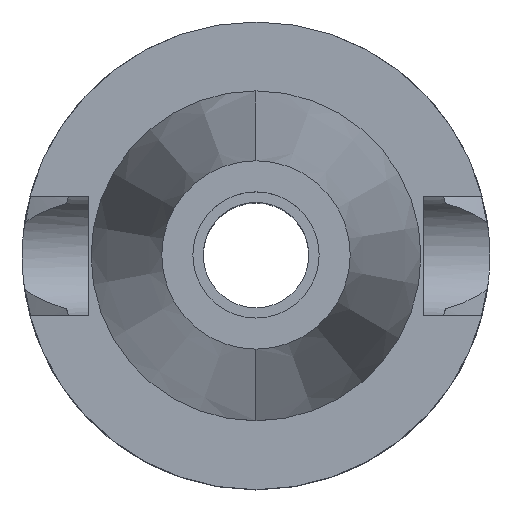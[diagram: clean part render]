
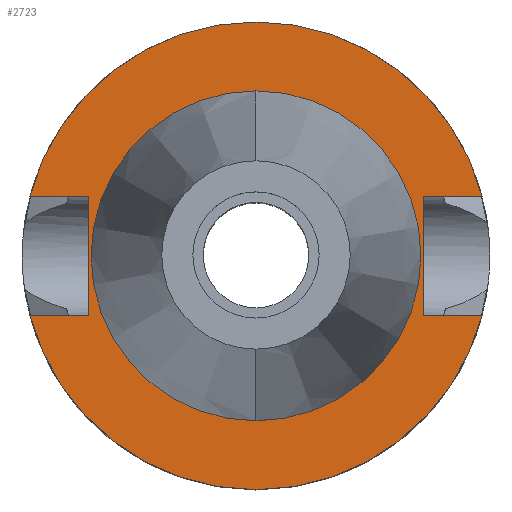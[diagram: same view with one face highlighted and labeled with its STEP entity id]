
A CAD part, top view. The second image highlights one B-rep face of the part: STEP entity #2723.
In plain terms, the highlighted planar face has unit normal (0, 0, 1).
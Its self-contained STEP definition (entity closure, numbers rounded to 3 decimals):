
#94=DIRECTION('',(0.,1.,0.));
#95=VECTOR('',#94,16.1);
#96=CARTESIAN_POINT('',(-22.5,-8.05,-1.));
#97=LINE('',#96,#95);
#101=DIRECTION('',(-1.,0.,0.));
#102=VECTOR('',#101,7.954);
#103=CARTESIAN_POINT('',(-22.5,8.05,-1.));
#104=LINE('',#103,#102);
#108=CARTESIAN_POINT('',(0.,0.,-1.));
#109=DIRECTION('',(0.,0.,-1.));
#110=DIRECTION('',(-0.967,0.256,0.));
#111=AXIS2_PLACEMENT_3D('',#108,#109,#110);
#116=CARTESIAN_POINT('',(0.,0.,-1.));
#117=DIRECTION('',(0.,0.,-1.));
#118=DIRECTION('',(0.,1.,0.));
#119=AXIS2_PLACEMENT_3D('',#116,#117,#118);
#124=DIRECTION('',(0.,-1.,0.));
#125=VECTOR('',#124,16.1);
#126=CARTESIAN_POINT('',(22.5,8.05,-1.));
#127=LINE('',#126,#125);
#131=DIRECTION('',(1.,0.,0.));
#132=VECTOR('',#131,7.954);
#133=CARTESIAN_POINT('',(22.5,-8.05,-1.));
#134=LINE('',#133,#132);
#138=CARTESIAN_POINT('',(0.,0.,-1.));
#139=DIRECTION('',(0.,0.,-1.));
#140=DIRECTION('',(0.967,-0.256,0.));
#141=AXIS2_PLACEMENT_3D('',#138,#139,#140);
#146=CARTESIAN_POINT('',(0.,0.,-1.));
#147=DIRECTION('',(0.,0.,-1.));
#148=DIRECTION('',(0.,-1.,0.));
#149=AXIS2_PLACEMENT_3D('',#146,#147,#148);
#154=CARTESIAN_POINT('',(0.,0.,-1.));
#155=DIRECTION('',(0.,0.,1.));
#156=DIRECTION('',(0.,-1.,0.));
#157=AXIS2_PLACEMENT_3D('',#154,#155,#156);
#162=CARTESIAN_POINT('',(0.,0.,-1.));
#163=DIRECTION('',(0.,0.,1.));
#164=DIRECTION('',(0.,1.,0.));
#165=AXIS2_PLACEMENT_3D('',#162,#163,#164);
#200=DIRECTION('',(-1.,0.,0.));
#201=VECTOR('',#200,7.954);
#202=CARTESIAN_POINT('',(-22.5,-8.05,-1.));
#203=LINE('',#202,#201);
#337=DIRECTION('',(1.,0.,0.));
#338=VECTOR('',#337,7.954);
#339=CARTESIAN_POINT('',(22.5,8.05,-1.));
#340=LINE('',#339,#338);
#2544=CARTESIAN_POINT('',(-22.5,-8.05,-1.));
#2545=VERTEX_POINT('',#2544);
#2546=CARTESIAN_POINT('',(-30.454,-8.05,-1.));
#2547=VERTEX_POINT('',#2546);
#2550=CARTESIAN_POINT('',(-22.5,8.05,-1.));
#2551=VERTEX_POINT('',#2550);
#2552=CARTESIAN_POINT('',(-30.454,8.05,-1.));
#2553=VERTEX_POINT('',#2552);
#2554=CARTESIAN_POINT('',(0.,31.5,-1.));
#2555=CARTESIAN_POINT('',(30.454,8.05,-1.));
#2556=VERTEX_POINT('',#2554);
#2557=VERTEX_POINT('',#2555);
#2558=CARTESIAN_POINT('',(22.5,8.05,-1.));
#2559=VERTEX_POINT('',#2558);
#2560=CARTESIAN_POINT('',(22.5,-8.05,-1.));
#2561=VERTEX_POINT('',#2560);
#2562=CARTESIAN_POINT('',(30.454,-8.05,-1.));
#2563=VERTEX_POINT('',#2562);
#2564=CARTESIAN_POINT('',(0.,-31.5,-1.));
#2565=VERTEX_POINT('',#2564);
#2566=CARTESIAN_POINT('',(0.,-22.225,-1.));
#2567=CARTESIAN_POINT('',(0.,22.225,-1.));
#2568=VERTEX_POINT('',#2566);
#2569=VERTEX_POINT('',#2567);
#2692=CARTESIAN_POINT('',(0.,0.,-1.));
#2693=DIRECTION('',(0.,0.,-1.));
#2694=DIRECTION('',(0.,-1.,0.));
#2695=AXIS2_PLACEMENT_3D('',#2692,#2693,#2694);
#2696=PLANE('',#2695);
#2698=ORIENTED_EDGE('',*,*,#2697,.T.);
#2700=ORIENTED_EDGE('',*,*,#2699,.T.);
#2702=ORIENTED_EDGE('',*,*,#2701,.T.);
#2704=ORIENTED_EDGE('',*,*,#2703,.T.);
#2706=ORIENTED_EDGE('',*,*,#2705,.F.);
#2708=ORIENTED_EDGE('',*,*,#2707,.T.);
#2710=ORIENTED_EDGE('',*,*,#2709,.T.);
#2712=ORIENTED_EDGE('',*,*,#2711,.T.);
#2714=ORIENTED_EDGE('',*,*,#2713,.T.);
#2716=ORIENTED_EDGE('',*,*,#2715,.F.);
#2717=EDGE_LOOP('',(#2698,#2700,#2702,#2704,#2706,#2708,#2710,#2712,#2714,
#2716));
#2718=FACE_OUTER_BOUND('',#2717,.F.);
#2719=ORIENTED_EDGE('',*,*,#2671,.T.);
#2720=ORIENTED_EDGE('',*,*,#2687,.T.);
#2721=EDGE_LOOP('',(#2719,#2720));
#2722=FACE_BOUND('',#2721,.F.);
#112=CIRCLE('',#111,31.5);
#120=CIRCLE('',#119,31.5);
#142=CIRCLE('',#141,31.5);
#150=CIRCLE('',#149,31.5);
#158=CIRCLE('',#157,22.225);
#166=CIRCLE('',#165,22.225);
#2671=EDGE_CURVE('',#2568,#2569,#158,.T.);
#2687=EDGE_CURVE('',#2569,#2568,#166,.T.);
#2697=EDGE_CURVE('',#2545,#2551,#97,.T.);
#2699=EDGE_CURVE('',#2551,#2553,#104,.T.);
#2701=EDGE_CURVE('',#2553,#2556,#112,.T.);
#2703=EDGE_CURVE('',#2556,#2557,#120,.T.);
#2705=EDGE_CURVE('',#2559,#2557,#340,.T.);
#2707=EDGE_CURVE('',#2559,#2561,#127,.T.);
#2709=EDGE_CURVE('',#2561,#2563,#134,.T.);
#2711=EDGE_CURVE('',#2563,#2565,#142,.T.);
#2713=EDGE_CURVE('',#2565,#2547,#150,.T.);
#2715=EDGE_CURVE('',#2545,#2547,#203,.T.);
#2723=ADVANCED_FACE('',(#2718,#2722),#2696,.F.);
